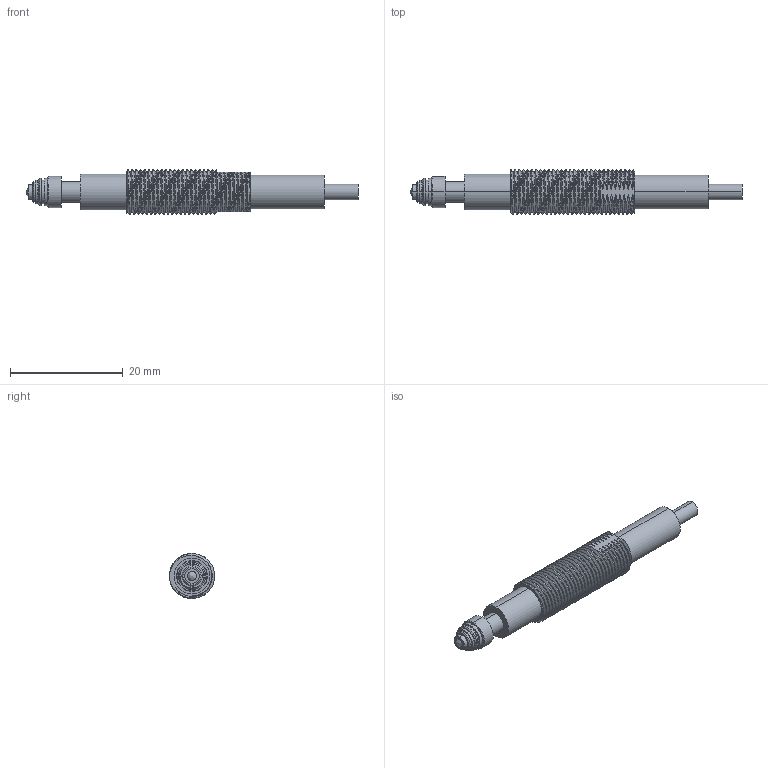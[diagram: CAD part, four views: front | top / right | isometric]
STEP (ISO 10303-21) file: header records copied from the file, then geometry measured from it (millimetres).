
FILE_DESCRIPTION (( 'STEP AP214' ), '1' );
FILE_NAME ('CSP087B-A.STEP', '2018-04-04T20:14:57', ( '' ), ( '' ), 'SwSTEP 2.0', 'SolidWorks 2017', '' );
FILE_SCHEMA (( 'AUTOMOTIVE_DESIGN' ));
Length unit declared in the file: inch
Products named in the file (1): CSP087B-A
Bounding box: 58.8 x 8 x 8 mm (x, y, z)
Volume: 1764.9 mm3; surface area: 1559.7 mm2
Topology: 1 solids, 1 shells, 159 faces, 432 edges, 288 vertices
Faces by surface type: cylinder 83, bspline 52, plane 18, cone 6
Entity records: 13672 total; most frequent: CARTESIAN_POINT 10408, ORIENTED_EDGE 864, DIRECTION 443, EDGE_CURVE 432, VERTEX_POINT 288, EDGE_LOOP 172, AXIS2_PLACEMENT_3D 167, FACE_OUTER_BOUND 159
